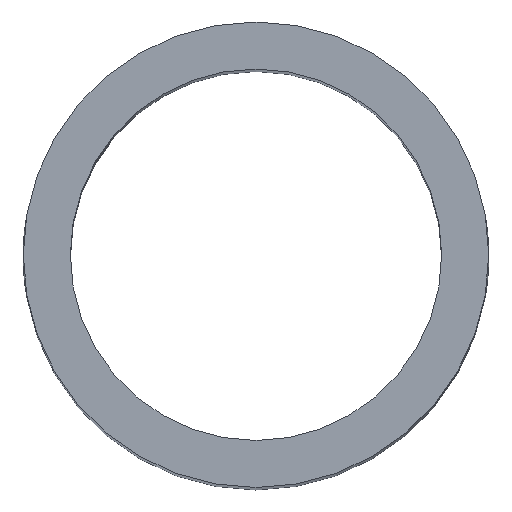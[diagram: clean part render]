
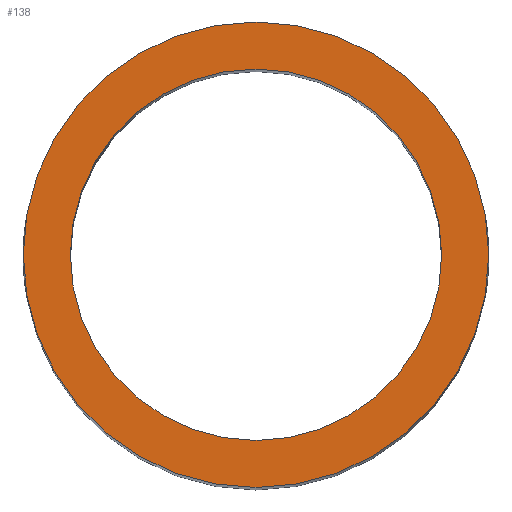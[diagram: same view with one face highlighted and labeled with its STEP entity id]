
A CAD part, top view. The second image highlights one B-rep face of the part: STEP entity #138.
In plain terms, the highlighted planar face has unit normal (0, 0, 1).
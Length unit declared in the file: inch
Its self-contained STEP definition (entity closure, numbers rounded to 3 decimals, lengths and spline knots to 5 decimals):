
#44=FACE_BOUND('',#76,.T.);
#52=FACE_OUTER_BOUND('',#75,.T.);
#75=EDGE_LOOP('',(#127));
#76=EDGE_LOOP('',(#128));
#79=CIRCLE('',#151,0.6575);
#80=CIRCLE('',#155,0.5245);
#83=VERTEX_POINT('',#192);
#92=VERTEX_POINT('',#477);
#95=EDGE_CURVE('',#83,#83,#79,.T.);
#104=EDGE_CURVE('',#92,#92,#80,.T.);
#127=ORIENTED_EDGE('',*,*,#95,.F.);
#128=ORIENTED_EDGE('',*,*,#104,.F.);
#130=PLANE('',#158);
#138=ADVANCED_FACE('',(#52,#44),#130,.T.);
#151=AXIS2_PLACEMENT_3D('',#193,#169,#170);
#155=AXIS2_PLACEMENT_3D('',#478,#177,#178);
#158=AXIS2_PLACEMENT_3D('',#481,#183,#184);
#169=DIRECTION('center_axis',(0.,0.,-1.));
#170=DIRECTION('ref_axis',(-1.,0.,0.));
#177=DIRECTION('center_axis',(0.,0.,1.));
#178=DIRECTION('ref_axis',(1.,0.,0.));
#183=DIRECTION('center_axis',(0.,0.,1.));
#184=DIRECTION('ref_axis',(1.,0.,0.));
#192=CARTESIAN_POINT('',(0.6575,0.,4.));
#193=CARTESIAN_POINT('Origin',(0.,0.,4.));
#477=CARTESIAN_POINT('',(-0.5245,0.,4.));
#478=CARTESIAN_POINT('Origin',(0.,0.,4.));
#481=CARTESIAN_POINT('Origin',(0.,0.,4.));
